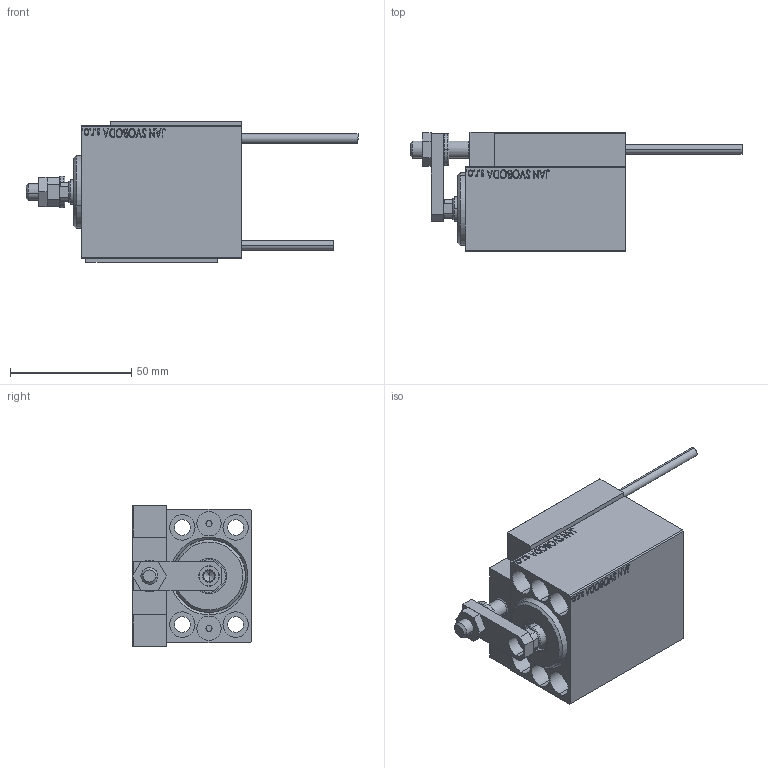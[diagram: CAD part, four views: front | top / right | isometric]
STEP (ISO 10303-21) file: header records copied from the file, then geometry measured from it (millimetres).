
FILE_DESCRIPTION (( 'STEP AP203' ), '1' );
FILE_NAME ('7a6a.STEP', '2024-02-12T12:19:31', ( '' ), ( '' ), 'SwSTEP 2.0', 'SolidWorks 2019', '' );
FILE_SCHEMA (( 'CONFIG_CONTROL_DESIGN' ));
Length unit declared in the file: millimetre
Products named in the file (15): ZARAZKA 50a206d9fed1682981692dbf3e19b11c; KONCOVKA 50a206d9fed1682981692dbf3e19b11c; Block 50a206d9fed1682981692dbf3e19b11c; TYC_L79 50a206d9fed1682981692dbf3e19b11c; V450CM_C_VCP 50a206d9fed1682981692dbf3e19b11c; 7a6a; NUT_D12 50a206d9fed1682981692dbf3e19b11c; ALLEN BOLT D5 50a206d9fed1682981692dbf3e19b11c; SWITCH_X_FRONT_BACK 50a206d9fed1682981692dbf3e19b11c; SWITCH DIM B,W 50a206d9fed1682981692dbf3e19b11c; ALLEN BOLT D8 50a206d9fed1682981692dbf3e19b11c; V450CM_VC_B 50a206d9fed1682981692dbf3e19b11c; SWITCH X 50a206d9fed1682981692dbf3e19b11c; MAGNET 50a206d9fed1682981692dbf3e19b11c; V450CM_C_Body 50a206d9fed1682981692dbf3e19b11c
Assembly tree (24 placements, depth 3):
  7a6a
    V450CM_C_Body 50a206d9fed1682981692dbf3e19b11c
    SWITCH X 50a206d9fed1682981692dbf3e19b11c
      SWITCH_X_FRONT_BACK 50a206d9fed1682981692dbf3e19b11c  x2
      TYC_L79 50a206d9fed1682981692dbf3e19b11c
      Block 50a206d9fed1682981692dbf3e19b11c  x2
      ALLEN BOLT D5 50a206d9fed1682981692dbf3e19b11c  x4
      ALLEN BOLT D8 50a206d9fed1682981692dbf3e19b11c  x4
      MAGNET 50a206d9fed1682981692dbf3e19b11c  x2
      KONCOVKA 50a206d9fed1682981692dbf3e19b11c  x2
    NUT_D12 50a206d9fed1682981692dbf3e19b11c
    SWITCH DIM B,W 50a206d9fed1682981692dbf3e19b11c
    ZARAZKA 50a206d9fed1682981692dbf3e19b11c
    V450CM_C_VCP 50a206d9fed1682981692dbf3e19b11c
    V450CM_VC_B 50a206d9fed1682981692dbf3e19b11c
Bounding box: 136.7 x 49 x 58 mm (x, y, z)
Volume: 154753.8 mm3; surface area: 53794.6 mm2
Topology: 23 solids, 23 shells, 1281 faces, 3062 edges, 1959 vertices
Faces by surface type: plane 561, bspline 380, cylinder 186, cone 106, torus 44, sphere 4
Entity records: 50123 total; most frequent: CARTESIAN_POINT 25899, ORIENTED_EDGE 5144, DIRECTION 3454, EDGE_CURVE 2572, VERTEX_POINT 1683, LINE 1482, VECTOR 1482, EDGE_LOOP 1191
